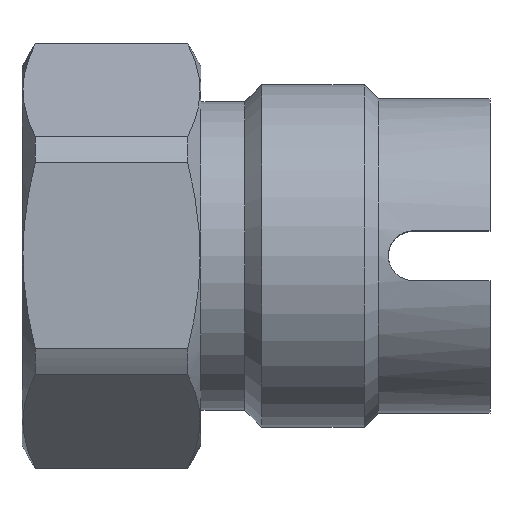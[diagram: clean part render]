
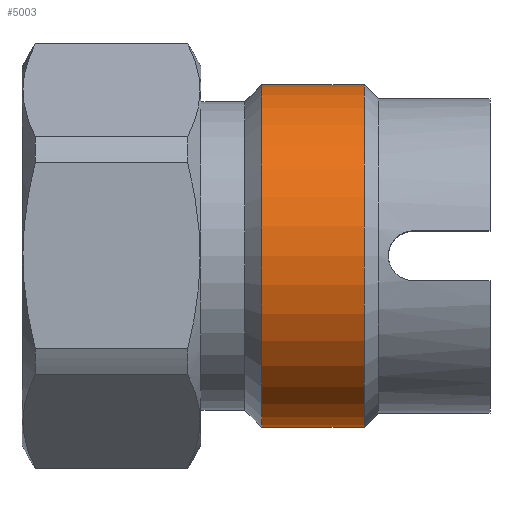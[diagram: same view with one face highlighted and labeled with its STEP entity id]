
A CAD part, top view. The second image highlights one B-rep face of the part: STEP entity #5003.
In plain terms, the highlighted cylindrical face has radius 14.224 mm (diameter 28.448 mm), a partial arc.
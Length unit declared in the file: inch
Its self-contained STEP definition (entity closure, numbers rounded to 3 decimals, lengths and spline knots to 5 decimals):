
#563 = DIRECTION ( 'NONE',  ( -1., 0., 0. ) ) ;
#914 = EDGE_LOOP ( 'NONE', ( #3804, #5565, #4895, #2914 ) ) ;
#1332 = VERTEX_POINT ( 'NONE', #4177 ) ;
#1409 = CARTESIAN_POINT ( 'NONE',  ( 0.35111, 0., 0. ) ) ;
#1410 = DIRECTION ( 'NONE',  ( -1., 0., 0. ) ) ;
#2133 = LINE ( 'NONE', #4329, #2329 ) ;
#2238 = CARTESIAN_POINT ( 'NONE',  ( 0.78309, -0.56, 0. ) ) ;
#2329 = VECTOR ( 'NONE', #4936, 39.37008 ) ;
#2866 = CARTESIAN_POINT ( 'NONE',  ( 0.35111, -0.56, 0. ) ) ;
#2914 = ORIENTED_EDGE ( 'NONE', *, *, #6653, .F. ) ;
#2916 = CYLINDRICAL_SURFACE ( 'NONE', #5231, 0.56 ) ;
#2982 = CIRCLE ( 'NONE', #4164, 0.56 ) ;
#3076 = AXIS2_PLACEMENT_3D ( 'NONE', #4274, #563, #4881 ) ;
#3220 = DIRECTION ( 'NONE',  ( -1., 0., 0. ) ) ;
#3804 = ORIENTED_EDGE ( 'NONE', *, *, #6540, .T. ) ;
#4077 = EDGE_CURVE ( 'NONE', #6664, #5533, #7579, .T. ) ;
#4164 = AXIS2_PLACEMENT_3D ( 'NONE', #5085, #1410, #5709 ) ;
#4177 = CARTESIAN_POINT ( 'NONE',  ( 1.11875, 0.56, 0. ) ) ;
#4274 = CARTESIAN_POINT ( 'NONE',  ( 0.78309, 0., 0. ) ) ;
#4329 = CARTESIAN_POINT ( 'NONE',  ( 0.35111, 0.56, 0. ) ) ;
#4467 = CARTESIAN_POINT ( 'NONE',  ( 1.11875, -0.56, 0. ) ) ;
#4585 = VERTEX_POINT ( 'NONE', #4467 ) ;
#4881 = DIRECTION ( 'NONE',  ( 0., -1., 0. ) ) ;
#4895 = ORIENTED_EDGE ( 'NONE', *, *, #4077, .F. ) ;
#4936 = DIRECTION ( 'NONE',  ( -1., 0., 0. ) ) ;
#5003 = ADVANCED_FACE ( 'NONE', ( #7831 ), #2916, .T. ) ;
#5085 = CARTESIAN_POINT ( 'NONE',  ( 1.11875, 0., 0. ) ) ;
#5231 = AXIS2_PLACEMENT_3D ( 'NONE', #1409, #3220, #7502 ) ;
#5232 = EDGE_CURVE ( 'NONE', #1332, #5533, #2133, .T. ) ;
#5462 = VECTOR ( 'NONE', #7158, 39.37008 ) ;
#5533 = VERTEX_POINT ( 'NONE', #7661 ) ;
#5565 = ORIENTED_EDGE ( 'NONE', *, *, #5232, .T. ) ;
#5709 = DIRECTION ( 'NONE',  ( 0., -1., 0. ) ) ;
#6540 = EDGE_CURVE ( 'NONE', #4585, #1332, #2982, .T. ) ;
#6653 = EDGE_CURVE ( 'NONE', #4585, #6664, #6912, .T. ) ;
#6664 = VERTEX_POINT ( 'NONE', #2238 ) ;
#6912 = LINE ( 'NONE', #2866, #5462 ) ;
#7158 = DIRECTION ( 'NONE',  ( -1., 0., 0. ) ) ;
#7502 = DIRECTION ( 'NONE',  ( 0., -1., 0. ) ) ;
#7579 = CIRCLE ( 'NONE', #3076, 0.56 ) ;
#7661 = CARTESIAN_POINT ( 'NONE',  ( 0.78309, 0.56, 0. ) ) ;
#7831 = FACE_OUTER_BOUND ( 'NONE', #914, .T. ) ;
